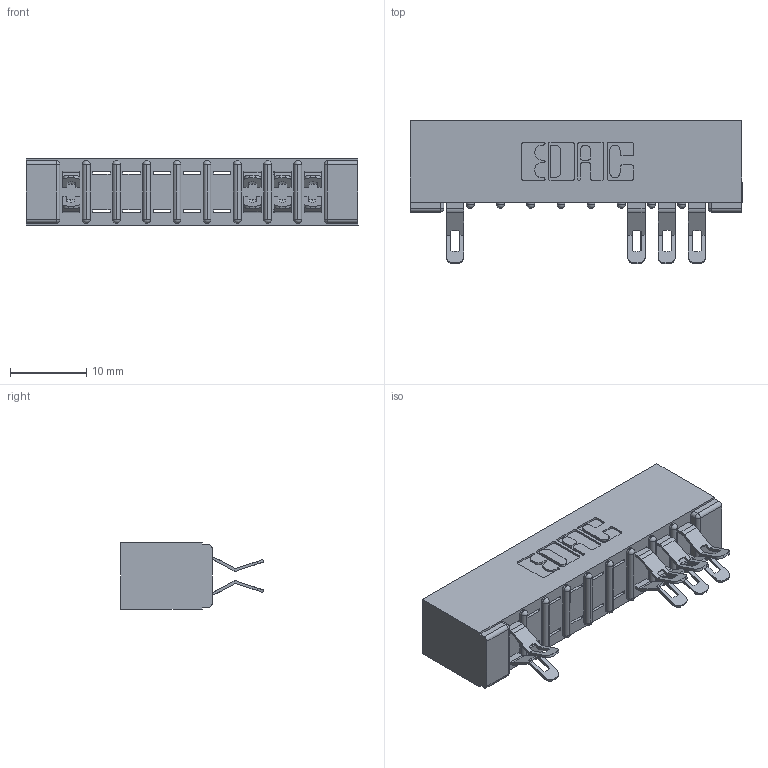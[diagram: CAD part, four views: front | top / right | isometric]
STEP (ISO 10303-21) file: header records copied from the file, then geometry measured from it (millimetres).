
FILE_DESCRIPTION (( 'STEP AP203' ), '1' );
FILE_NAME ('357-018-555-201.STEP', '2018-08-08T05:41:25', ( '' ), ( '' ), 'SwSTEP 2.0', 'SolidWorks 2016', '' );
FILE_SCHEMA (( 'CONFIG_CONTROL_DESIGN' ));
Length unit declared in the file: inch
Products named in the file (3): 307 Part_No Mounting Lugs; 307-290-001_555; 357-018-555-201
Assembly tree (9 placements, depth 2):
  357-018-555-201
    307 Part_No Mounting Lugs
    307-290-001_555  x8
Bounding box: 43.54 x 18.75 x 8.71 mm (x, y, z)
Volume: 2976.6 mm3; surface area: 4417.2 mm2
Topology: 9 solids, 9 shells, 708 faces, 2067 edges, 1338 vertices
Faces by surface type: plane 398, cylinder 290, sphere 20
Entity records: 12011 total; most frequent: CARTESIAN_POINT 2019, ORIENTED_EDGE 2008, DIRECTION 1988, EDGE_CURVE 1004, VECTOR 746, LINE 746, VERTEX_POINT 652, AXIS2_PLACEMENT_3D 621
